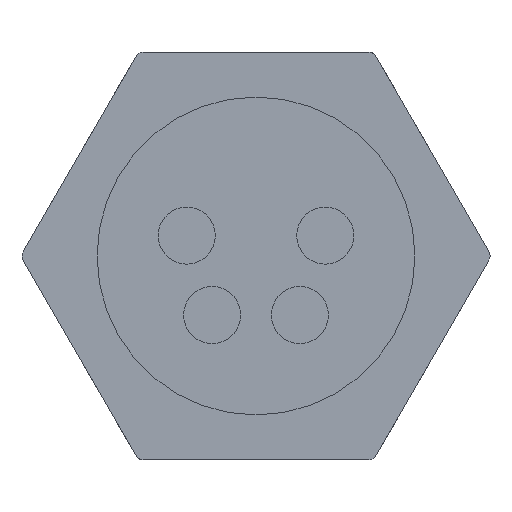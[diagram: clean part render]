
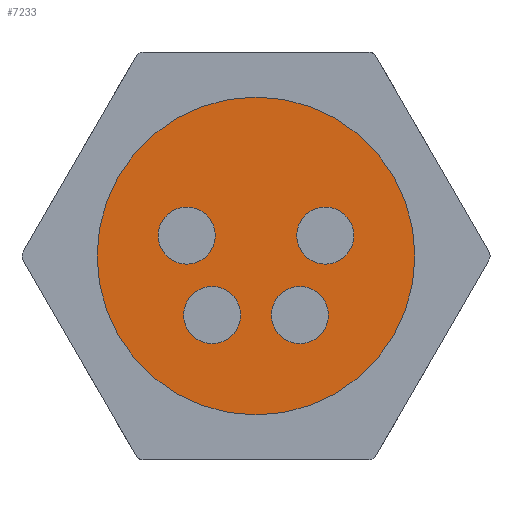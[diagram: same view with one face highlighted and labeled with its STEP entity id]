
A CAD part, front view. The second image highlights one B-rep face of the part: STEP entity #7233.
In plain terms, the highlighted planar face has unit normal (0, -1, 0).
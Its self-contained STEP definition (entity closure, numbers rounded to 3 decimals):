
#2652=CARTESIAN_POINT('',(0.,-7.7,0.));
#2653=DIRECTION('',(0.,1.,0.));
#2654=DIRECTION('',(1.,0.,0.));
#2655=AXIS2_PLACEMENT_3D('',#2652,#2653,#2654);
#2666=CARTESIAN_POINT('',(0.,-7.7,0.));
#2667=DIRECTION('',(0.,-1.,0.));
#2668=DIRECTION('',(1.,0.,0.));
#2669=AXIS2_PLACEMENT_3D('',#2666,#2667,#2668);
#2675=CARTESIAN_POINT('',(1.7,-7.7,0.5));
#2676=DIRECTION('',(0.,-1.,0.));
#2677=DIRECTION('',(-1.,0.,0.));
#2678=AXIS2_PLACEMENT_3D('',#2675,#2676,#2677);
#2680=CARTESIAN_POINT('',(1.7,-7.7,0.5));
#2681=DIRECTION('',(0.,-1.,0.));
#2682=DIRECTION('',(1.,0.,0.));
#2683=AXIS2_PLACEMENT_3D('',#2680,#2681,#2682);
#2685=CARTESIAN_POINT('',(1.075,-7.7,-1.45));
#2686=DIRECTION('',(0.,-1.,0.));
#2687=DIRECTION('',(-1.,0.,0.));
#2688=AXIS2_PLACEMENT_3D('',#2685,#2686,#2687);
#2690=CARTESIAN_POINT('',(1.075,-7.7,-1.45));
#2691=DIRECTION('',(0.,-1.,0.));
#2692=DIRECTION('',(1.,0.,0.));
#2693=AXIS2_PLACEMENT_3D('',#2690,#2691,#2692);
#2695=CARTESIAN_POINT('',(-1.075,-7.7,-1.45));
#2696=DIRECTION('',(0.,-1.,0.));
#2697=DIRECTION('',(-1.,0.,0.));
#2698=AXIS2_PLACEMENT_3D('',#2695,#2696,#2697);
#2700=CARTESIAN_POINT('',(-1.075,-7.7,-1.45));
#2701=DIRECTION('',(0.,-1.,0.));
#2702=DIRECTION('',(1.,0.,0.));
#2703=AXIS2_PLACEMENT_3D('',#2700,#2701,#2702);
#2705=CARTESIAN_POINT('',(-1.7,-7.7,0.5));
#2706=DIRECTION('',(0.,-1.,0.));
#2707=DIRECTION('',(-1.,0.,0.));
#2708=AXIS2_PLACEMENT_3D('',#2705,#2706,#2707);
#2710=CARTESIAN_POINT('',(-1.7,-7.7,0.5));
#2711=DIRECTION('',(0.,-1.,0.));
#2712=DIRECTION('',(1.,0.,0.));
#2713=AXIS2_PLACEMENT_3D('',#2710,#2711,#2712);
#3478=CARTESIAN_POINT('',(3.9,-7.7,0.));
#3479=CARTESIAN_POINT('',(-3.9,-7.7,0.));
#3480=VERTEX_POINT('',#3478);
#3481=VERTEX_POINT('',#3479);
#3650=CARTESIAN_POINT('',(1.,-7.7,0.5));
#3651=CARTESIAN_POINT('',(2.4,-7.7,0.5));
#3652=VERTEX_POINT('',#3650);
#3653=VERTEX_POINT('',#3651);
#3672=CARTESIAN_POINT('',(0.375,-7.7,-1.45));
#3673=CARTESIAN_POINT('',(1.775,-7.7,-1.45));
#3674=VERTEX_POINT('',#3672);
#3675=VERTEX_POINT('',#3673);
#3694=CARTESIAN_POINT('',(-1.775,-7.7,-1.45));
#3695=CARTESIAN_POINT('',(-0.375,-7.7,-1.45));
#3696=VERTEX_POINT('',#3694);
#3697=VERTEX_POINT('',#3695);
#3716=CARTESIAN_POINT('',(-2.4,-7.7,0.5));
#3717=CARTESIAN_POINT('',(-1.,-7.7,0.5));
#3718=VERTEX_POINT('',#3716);
#3719=VERTEX_POINT('',#3717);
#7200=CARTESIAN_POINT('',(0.,-7.7,0.));
#7201=DIRECTION('',(0.,1.,0.));
#7202=DIRECTION('',(1.,0.,0.));
#7203=AXIS2_PLACEMENT_3D('',#7200,#7201,#7202);
#7204=PLANE('',#7203);
#7205=ORIENTED_EDGE('',*,*,#7194,.F.);
#7206=ORIENTED_EDGE('',*,*,#7180,.T.);
#7207=EDGE_LOOP('',(#7205,#7206));
#7208=FACE_OUTER_BOUND('',#7207,.F.);
#7210=ORIENTED_EDGE('',*,*,#7209,.T.);
#7212=ORIENTED_EDGE('',*,*,#7211,.T.);
#7213=EDGE_LOOP('',(#7210,#7212));
#7214=FACE_BOUND('',#7213,.F.);
#7216=ORIENTED_EDGE('',*,*,#7215,.T.);
#7218=ORIENTED_EDGE('',*,*,#7217,.T.);
#7219=EDGE_LOOP('',(#7216,#7218));
#7220=FACE_BOUND('',#7219,.F.);
#7222=ORIENTED_EDGE('',*,*,#7221,.T.);
#7224=ORIENTED_EDGE('',*,*,#7223,.T.);
#7225=EDGE_LOOP('',(#7222,#7224));
#7226=FACE_BOUND('',#7225,.F.);
#7228=ORIENTED_EDGE('',*,*,#7227,.T.);
#7230=ORIENTED_EDGE('',*,*,#7229,.T.);
#7231=EDGE_LOOP('',(#7228,#7230));
#7232=FACE_BOUND('',#7231,.F.);
#2656=CIRCLE('',#2655,3.9);
#2670=CIRCLE('',#2669,3.9);
#2679=CIRCLE('',#2678,0.7);
#2684=CIRCLE('',#2683,0.7);
#2689=CIRCLE('',#2688,0.7);
#2694=CIRCLE('',#2693,0.7);
#2699=CIRCLE('',#2698,0.7);
#2704=CIRCLE('',#2703,0.7);
#2709=CIRCLE('',#2708,0.7);
#2714=CIRCLE('',#2713,0.7);
#7180=EDGE_CURVE('',#3480,#3481,#2656,.T.);
#7194=EDGE_CURVE('',#3480,#3481,#2670,.T.);
#7209=EDGE_CURVE('',#3652,#3653,#2679,.T.);
#7211=EDGE_CURVE('',#3653,#3652,#2684,.T.);
#7215=EDGE_CURVE('',#3674,#3675,#2689,.T.);
#7217=EDGE_CURVE('',#3675,#3674,#2694,.T.);
#7221=EDGE_CURVE('',#3696,#3697,#2699,.T.);
#7223=EDGE_CURVE('',#3697,#3696,#2704,.T.);
#7227=EDGE_CURVE('',#3718,#3719,#2709,.T.);
#7229=EDGE_CURVE('',#3719,#3718,#2714,.T.);
#7233=ADVANCED_FACE('',(#7208,#7214,#7220,#7226,#7232),#7204,.F.);
